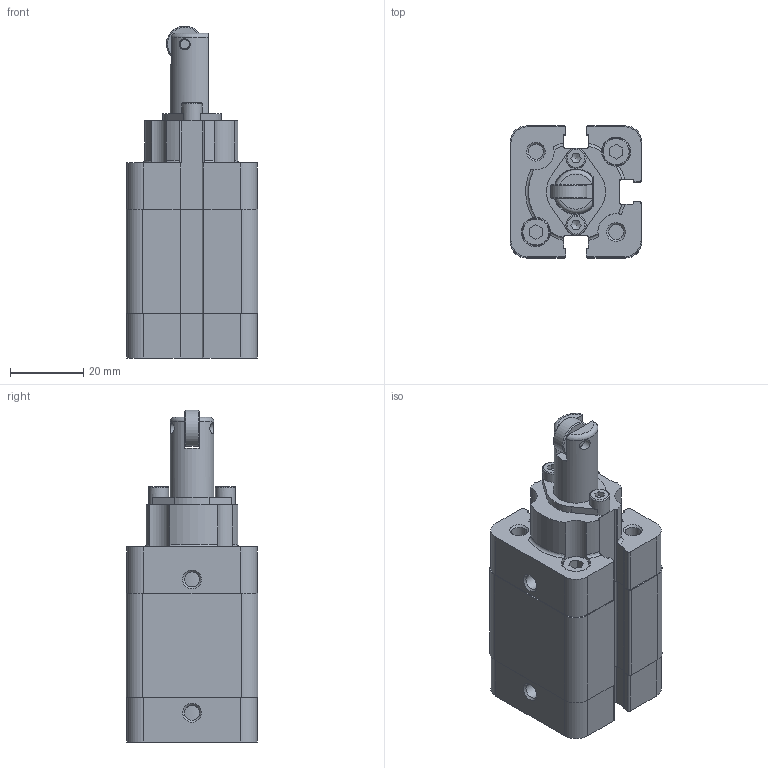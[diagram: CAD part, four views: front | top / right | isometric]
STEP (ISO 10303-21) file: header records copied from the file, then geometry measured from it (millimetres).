
FILE_DESCRIPTION((''),'2;1');
FILE_NAME('PST020.015.GS.R.stp','2014-02-21T12:11:17',('carlo.corazza'),(''),'Autodesk Inventor 2012','Autodesk Inventor 2012','');
FILE_SCHEMA(('AUTOMOTIVE_DESIGN { 1 0 10303 214 1 1 1 1 }'));
Length unit declared in the file: millimetre
Products named in the file (5): PST020.015.GS.R; TP; TA; STELO; CORPO
Assembly tree (4 placements, depth 2):
  PST020.015.GS.R
    TP
    TA
    STELO
    CORPO
Bounding box: 36.1 x 36.1 x 90.9 mm (x, y, z)
Volume: 59685.1 mm3; surface area: 24522.8 mm2
Topology: 4 solids, 7 shells, 369 faces, 966 edges, 628 vertices
Faces by surface type: plane 181, cylinder 134, cone 34, torus 20
Full cylindrical faces by diameter (mm): 3 x3, 3.1 x1, 4.134 x7, 5.5 x2, 5.9 x2, 6 x1, 7.5 x6, 8 x5, 10 x1, 12 x1, 13 x1, 13.7 x1, 14 x1, 16.5 x1, 20 x1
Entity records: 11542 total; most frequent: CARTESIAN_POINT 2199, DIRECTION 1926, ORIENTED_EDGE 1750, EDGE_CURVE 875, AXIS2_PLACEMENT_3D 707, VERTEX_POINT 612, VECTOR 512, LINE 512
